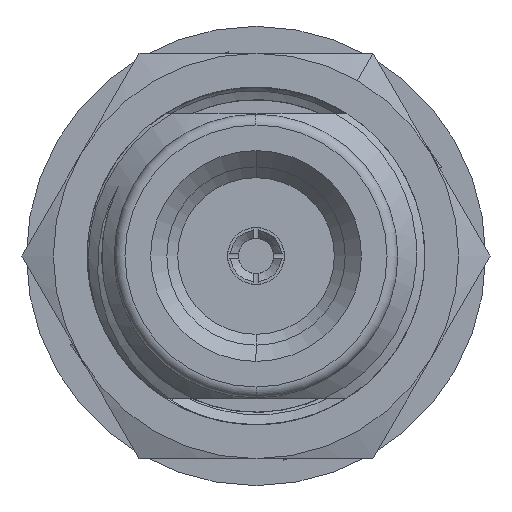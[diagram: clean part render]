
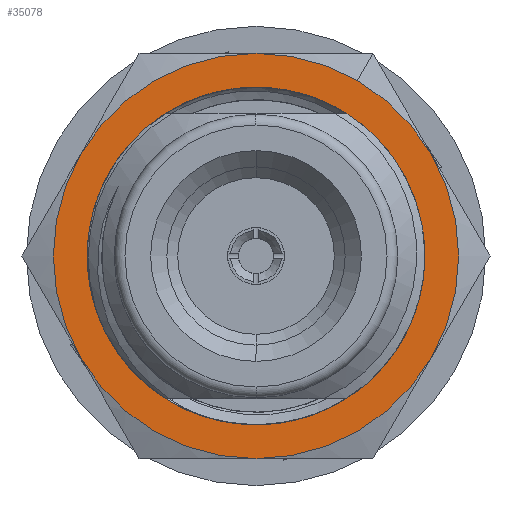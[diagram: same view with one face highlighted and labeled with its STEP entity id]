
A CAD part, left-side view. The second image highlights one B-rep face of the part: STEP entity #35078.
In plain terms, the highlighted planar face has unit normal (-1, 0, 0).
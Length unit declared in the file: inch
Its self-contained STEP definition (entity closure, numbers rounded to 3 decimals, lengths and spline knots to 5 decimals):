
#800 = DIRECTION ( 'NONE',  ( 1., 0., 0. ) ) ;
#1305 = FACE_BOUND ( 'NONE', #2712, .T. ) ;
#1796 = VERTEX_POINT ( 'NONE', #6852 ) ;
#2485 = PLANE ( 'NONE',  #19990 ) ;
#2712 = EDGE_LOOP ( 'NONE', ( #31574, #72949, #52597 ) ) ;
#2981 = CARTESIAN_POINT ( 'NONE',  ( 0.393, 0., 0. ) ) ;
#3659 = DIRECTION ( 'NONE',  ( -1., 0., 0. ) ) ;
#3702 = DIRECTION ( 'NONE',  ( 0., -0.5, 0.866 ) ) ;
#4040 = DIRECTION ( 'NONE',  ( 1., 0., 0. ) ) ;
#4637 = AXIS2_PLACEMENT_3D ( 'NONE', #35112, #800, #6464 ) ;
#5280 = DIRECTION ( 'NONE',  ( 0., -0.5, 0.866 ) ) ;
#5969 = ORIENTED_EDGE ( 'NONE', *, *, #67171, .T. ) ;
#6218 = VERTEX_POINT ( 'NONE', #16181 ) ;
#6464 = DIRECTION ( 'NONE',  ( 0., -0.5, 0.866 ) ) ;
#6852 = CARTESIAN_POINT ( 'NONE',  ( 0.393, 0., -0.375 ) ) ;
#8851 = DIRECTION ( 'NONE',  ( 0., -0.5, 0.866 ) ) ;
#9825 = AXIS2_PLACEMENT_3D ( 'NONE', #25632, #3659, #8851 ) ;
#10044 = EDGE_LOOP ( 'NONE', ( #26096, #56229, #45001, #5969, #50396, #23384, #26129 ) ) ;
#10278 = DIRECTION ( 'NONE',  ( 0., -0.5, 0.866 ) ) ;
#10607 = CIRCLE ( 'NONE', #36965, 0.375 ) ;
#10723 = EDGE_CURVE ( 'NONE', #16295, #50187, #55969, .T. ) ;
#11913 = DIRECTION ( 'NONE',  ( -1., 0., 0. ) ) ;
#14432 = FACE_OUTER_BOUND ( 'NONE', #10044, .T. ) ;
#14994 = CARTESIAN_POINT ( 'NONE',  ( 0.393, 0., 0. ) ) ;
#15753 = DIRECTION ( 'NONE',  ( -1., 0., 0. ) ) ;
#15971 = CARTESIAN_POINT ( 'NONE',  ( 0.393, 0., 0. ) ) ;
#16181 = CARTESIAN_POINT ( 'NONE',  ( 0.393, -0.32476, -0.1875 ) ) ;
#16212 = DIRECTION ( 'NONE',  ( 1., 0., 0. ) ) ;
#16295 = VERTEX_POINT ( 'NONE', #52822 ) ;
#17589 = AXIS2_PLACEMENT_3D ( 'NONE', #35375, #11913, #29700 ) ;
#17606 = CIRCLE ( 'NONE', #52090, 0.375 ) ;
#19538 = DIRECTION ( 'NONE',  ( 0., -0.5, 0.866 ) ) ;
#19990 = AXIS2_PLACEMENT_3D ( 'NONE', #54569, #72049, #3702 ) ;
#23384 = ORIENTED_EDGE ( 'NONE', *, *, #31705, .T. ) ;
#24991 = EDGE_CURVE ( 'NONE', #53479, #1796, #25697, .T. ) ;
#25632 = CARTESIAN_POINT ( 'NONE',  ( 0.393, 0., 0. ) ) ;
#25697 = CIRCLE ( 'NONE', #42612, 0.375 ) ;
#26096 = ORIENTED_EDGE ( 'NONE', *, *, #57655, .T. ) ;
#26129 = ORIENTED_EDGE ( 'NONE', *, *, #30645, .F. ) ;
#26570 = AXIS2_PLACEMENT_3D ( 'NONE', #2981, #59553, #19538 ) ;
#26581 = VERTEX_POINT ( 'NONE', #58571 ) ;
#27418 = CIRCLE ( 'NONE', #26570, 0.375 ) ;
#29196 = EDGE_CURVE ( 'NONE', #30802, #72055, #60106, .T. ) ;
#29700 = DIRECTION ( 'NONE',  ( 0., -0.5, 0.866 ) ) ;
#30645 = EDGE_CURVE ( 'NONE', #30725, #6218, #27418, .T. ) ;
#30725 = VERTEX_POINT ( 'NONE', #36322 ) ;
#30802 = VERTEX_POINT ( 'NONE', #58804 ) ;
#31064 = EDGE_CURVE ( 'NONE', #26581, #30802, #10607, .T. ) ;
#31235 = CARTESIAN_POINT ( 'NONE',  ( 0.393, 0., 0. ) ) ;
#31574 = ORIENTED_EDGE ( 'NONE', *, *, #55732, .T. ) ;
#31705 = EDGE_CURVE ( 'NONE', #1796, #6218, #17606, .T. ) ;
#33750 = AXIS2_PLACEMENT_3D ( 'NONE', #15971, #16212, #55487 ) ;
#35078 = ADVANCED_FACE ( 'NONE', ( #1305, #14432 ), #2485, .F. ) ;
#35112 = CARTESIAN_POINT ( 'NONE',  ( 0.393, 0., 0. ) ) ;
#35375 = CARTESIAN_POINT ( 'NONE',  ( 0.393, 0., 0. ) ) ;
#35710 = CARTESIAN_POINT ( 'NONE',  ( 0.393, 0.15625, -0.27063 ) ) ;
#36322 = CARTESIAN_POINT ( 'NONE',  ( 0.393, -0.32476, 0.1875 ) ) ;
#36965 = AXIS2_PLACEMENT_3D ( 'NONE', #60031, #54816, #60739 ) ;
#38389 = AXIS2_PLACEMENT_3D ( 'NONE', #67254, #45026, #5280 ) ;
#39687 = CIRCLE ( 'NONE', #4637, 0.3125 ) ;
#42612 = AXIS2_PLACEMENT_3D ( 'NONE', #67096, #15753, #49580 ) ;
#44083 = CIRCLE ( 'NONE', #9825, 0.375 ) ;
#45001 = ORIENTED_EDGE ( 'NONE', *, *, #29196, .T. ) ;
#45026 = DIRECTION ( 'NONE',  ( -1., 0., 0. ) ) ;
#45729 = AXIS2_PLACEMENT_3D ( 'NONE', #31235, #4040, #54672 ) ;
#49533 = EDGE_CURVE ( 'NONE', #54607, #16295, #70705, .T. ) ;
#49580 = DIRECTION ( 'NONE',  ( 0., -0.5, 0.866 ) ) ;
#50187 = VERTEX_POINT ( 'NONE', #57330 ) ;
#50396 = ORIENTED_EDGE ( 'NONE', *, *, #24991, .T. ) ;
#52090 = AXIS2_PLACEMENT_3D ( 'NONE', #14994, #54999, #10278 ) ;
#52597 = ORIENTED_EDGE ( 'NONE', *, *, #10723, .T. ) ;
#52822 = CARTESIAN_POINT ( 'NONE',  ( 0.393, 0.28735, -0.12282 ) ) ;
#53479 = VERTEX_POINT ( 'NONE', #60005 ) ;
#54569 = CARTESIAN_POINT ( 'NONE',  ( 0.393, 0., 0. ) ) ;
#54607 = VERTEX_POINT ( 'NONE', #35710 ) ;
#54672 = DIRECTION ( 'NONE',  ( 0., -0.5, 0.866 ) ) ;
#54816 = DIRECTION ( 'NONE',  ( -1., 0., 0. ) ) ;
#54999 = DIRECTION ( 'NONE',  ( -1., 0., 0. ) ) ;
#55487 = DIRECTION ( 'NONE',  ( 0., -0.5, 0.866 ) ) ;
#55732 = EDGE_CURVE ( 'NONE', #50187, #54607, #39687, .T. ) ;
#55969 = CIRCLE ( 'NONE', #33750, 0.3125 ) ;
#56229 = ORIENTED_EDGE ( 'NONE', *, *, #31064, .T. ) ;
#57330 = CARTESIAN_POINT ( 'NONE',  ( 0.393, 0.11635, -0.29003 ) ) ;
#57655 = EDGE_CURVE ( 'NONE', #30725, #26581, #44083, .T. ) ;
#58571 = CARTESIAN_POINT ( 'NONE',  ( 0.393, -0.1875, 0.32476 ) ) ;
#58804 = CARTESIAN_POINT ( 'NONE',  ( 0.393, 0., 0.375 ) ) ;
#59553 = DIRECTION ( 'NONE',  ( 1., 0., 0. ) ) ;
#60005 = CARTESIAN_POINT ( 'NONE',  ( 0.393, 0.32476, -0.1875 ) ) ;
#60031 = CARTESIAN_POINT ( 'NONE',  ( 0.393, 0., 0. ) ) ;
#60106 = CIRCLE ( 'NONE', #38389, 0.375 ) ;
#60739 = DIRECTION ( 'NONE',  ( 0., -0.5, 0.866 ) ) ;
#61221 = CARTESIAN_POINT ( 'NONE',  ( 0.393, 0.32476, 0.1875 ) ) ;
#66075 = CIRCLE ( 'NONE', #17589, 0.375 ) ;
#67096 = CARTESIAN_POINT ( 'NONE',  ( 0.393, 0., 0. ) ) ;
#67171 = EDGE_CURVE ( 'NONE', #72055, #53479, #66075, .T. ) ;
#67254 = CARTESIAN_POINT ( 'NONE',  ( 0.393, 0., 0. ) ) ;
#70705 = CIRCLE ( 'NONE', #45729, 0.3125 ) ;
#72049 = DIRECTION ( 'NONE',  ( 1., 0., 0. ) ) ;
#72055 = VERTEX_POINT ( 'NONE', #61221 ) ;
#72949 = ORIENTED_EDGE ( 'NONE', *, *, #49533, .T. ) ;
